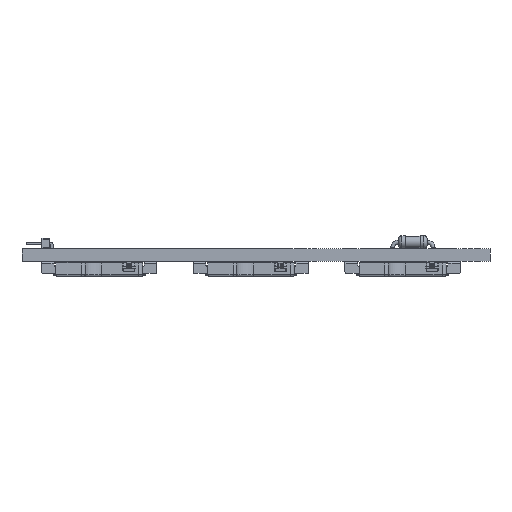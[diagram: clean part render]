
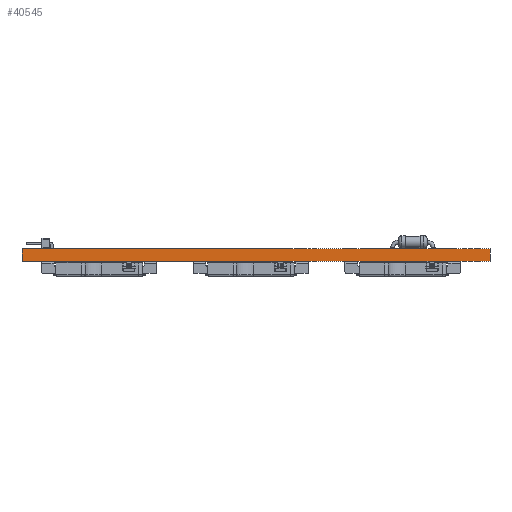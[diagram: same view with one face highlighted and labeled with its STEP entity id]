
A CAD part, front view. The second image highlights one B-rep face of the part: STEP entity #40545.
In plain terms, the highlighted planar face has unit normal (0, -1, 0).
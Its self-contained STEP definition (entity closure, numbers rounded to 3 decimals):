
#40545 = ADVANCED_FACE('',(#40546),#40560,.T.);
#40546 = FACE_BOUND('',#40547,.T.);
#40547 = EDGE_LOOP('',(#40548,#40583,#40611,#40639));
#40548 = ORIENTED_EDGE('',*,*,#40549,.T.);
#40549 = EDGE_CURVE('',#40550,#40552,#40554,.T.);
#40550 = VERTEX_POINT('',#40551);
#40551 = CARTESIAN_POINT('',(75.406,-119.856,0.));
#40552 = VERTEX_POINT('',#40553);
#40553 = CARTESIAN_POINT('',(75.406,-119.856,1.6));
#40554 = SURFACE_CURVE('',#40555,(#40559,#40571),.PCURVE_S1.);
#40555 = LINE('',#40556,#40557);
#40556 = CARTESIAN_POINT('',(75.406,-119.856,0.));
#40557 = VECTOR('',#40558,1.);
#40558 = DIRECTION('',(0.,0.,1.));
#40559 = PCURVE('',#40560,#40565);
#40560 = PLANE('',#40561);
#40561 = AXIS2_PLACEMENT_3D('',#40562,#40563,#40564);
#40562 = CARTESIAN_POINT('',(75.406,-119.856,0.));
#40563 = DIRECTION('',(0.,-1.,0.));
#40564 = DIRECTION('',(-1.,0.,0.));
#40565 = DEFINITIONAL_REPRESENTATION('',(#40566),#40570);
#40566 = LINE('',#40567,#40568);
#40567 = CARTESIAN_POINT('',(0.,-0.));
#40568 = VECTOR('',#40569,1.);
#40569 = DIRECTION('',(0.,-1.));
#40570 = ( GEOMETRIC_REPRESENTATION_CONTEXT(2) 
PARAMETRIC_REPRESENTATION_CONTEXT() REPRESENTATION_CONTEXT('2D SPACE',''
  ) );
#40571 = PCURVE('',#40572,#40577);
#40572 = PLANE('',#40573);
#40573 = AXIS2_PLACEMENT_3D('',#40574,#40575,#40576);
#40574 = CARTESIAN_POINT('',(75.406,-15.875,0.));
#40575 = DIRECTION('',(1.,0.,-0.));
#40576 = DIRECTION('',(0.,-1.,0.));
#40577 = DEFINITIONAL_REPRESENTATION('',(#40578),#40582);
#40578 = LINE('',#40579,#40580);
#40579 = CARTESIAN_POINT('',(103.981,0.));
#40580 = VECTOR('',#40581,1.);
#40581 = DIRECTION('',(0.,-1.));
#40582 = ( GEOMETRIC_REPRESENTATION_CONTEXT(2) 
PARAMETRIC_REPRESENTATION_CONTEXT() REPRESENTATION_CONTEXT('2D SPACE',''
  ) );
#40583 = ORIENTED_EDGE('',*,*,#40584,.T.);
#40584 = EDGE_CURVE('',#40552,#40585,#40587,.T.);
#40585 = VERTEX_POINT('',#40586);
#40586 = CARTESIAN_POINT('',(16.669,-119.856,1.6));
#40587 = SURFACE_CURVE('',#40588,(#40592,#40599),.PCURVE_S1.);
#40588 = LINE('',#40589,#40590);
#40589 = CARTESIAN_POINT('',(75.406,-119.856,1.6));
#40590 = VECTOR('',#40591,1.);
#40591 = DIRECTION('',(-1.,0.,0.));
#40592 = PCURVE('',#40560,#40593);
#40593 = DEFINITIONAL_REPRESENTATION('',(#40594),#40598);
#40594 = LINE('',#40595,#40596);
#40595 = CARTESIAN_POINT('',(0.,-1.6));
#40596 = VECTOR('',#40597,1.);
#40597 = DIRECTION('',(1.,0.));
#40598 = ( GEOMETRIC_REPRESENTATION_CONTEXT(2) 
PARAMETRIC_REPRESENTATION_CONTEXT() REPRESENTATION_CONTEXT('2D SPACE',''
  ) );
#40599 = PCURVE('',#40600,#40605);
#40600 = PLANE('',#40601);
#40601 = AXIS2_PLACEMENT_3D('',#40602,#40603,#40604);
#40602 = CARTESIAN_POINT('',(46.038,-67.866,1.6));
#40603 = DIRECTION('',(-0.,-0.,-1.));
#40604 = DIRECTION('',(-1.,0.,0.));
#40605 = DEFINITIONAL_REPRESENTATION('',(#40606),#40610);
#40606 = LINE('',#40607,#40608);
#40607 = CARTESIAN_POINT('',(-29.369,-51.991));
#40608 = VECTOR('',#40609,1.);
#40609 = DIRECTION('',(1.,0.));
#40610 = ( GEOMETRIC_REPRESENTATION_CONTEXT(2) 
PARAMETRIC_REPRESENTATION_CONTEXT() REPRESENTATION_CONTEXT('2D SPACE',''
  ) );
#40611 = ORIENTED_EDGE('',*,*,#40612,.F.);
#40612 = EDGE_CURVE('',#40613,#40585,#40615,.T.);
#40613 = VERTEX_POINT('',#40614);
#40614 = CARTESIAN_POINT('',(16.669,-119.856,0.));
#40615 = SURFACE_CURVE('',#40616,(#40620,#40627),.PCURVE_S1.);
#40616 = LINE('',#40617,#40618);
#40617 = CARTESIAN_POINT('',(16.669,-119.856,0.));
#40618 = VECTOR('',#40619,1.);
#40619 = DIRECTION('',(0.,0.,1.));
#40620 = PCURVE('',#40560,#40621);
#40621 = DEFINITIONAL_REPRESENTATION('',(#40622),#40626);
#40622 = LINE('',#40623,#40624);
#40623 = CARTESIAN_POINT('',(58.738,0.));
#40624 = VECTOR('',#40625,1.);
#40625 = DIRECTION('',(0.,-1.));
#40626 = ( GEOMETRIC_REPRESENTATION_CONTEXT(2) 
PARAMETRIC_REPRESENTATION_CONTEXT() REPRESENTATION_CONTEXT('2D SPACE',''
  ) );
#40627 = PCURVE('',#40628,#40633);
#40628 = PLANE('',#40629);
#40629 = AXIS2_PLACEMENT_3D('',#40630,#40631,#40632);
#40630 = CARTESIAN_POINT('',(16.669,-119.856,0.));
#40631 = DIRECTION('',(-1.,0.,0.));
#40632 = DIRECTION('',(0.,1.,0.));
#40633 = DEFINITIONAL_REPRESENTATION('',(#40634),#40638);
#40634 = LINE('',#40635,#40636);
#40635 = CARTESIAN_POINT('',(0.,0.));
#40636 = VECTOR('',#40637,1.);
#40637 = DIRECTION('',(0.,-1.));
#40638 = ( GEOMETRIC_REPRESENTATION_CONTEXT(2) 
PARAMETRIC_REPRESENTATION_CONTEXT() REPRESENTATION_CONTEXT('2D SPACE',''
  ) );
#40639 = ORIENTED_EDGE('',*,*,#40640,.F.);
#40640 = EDGE_CURVE('',#40550,#40613,#40641,.T.);
#40641 = SURFACE_CURVE('',#40642,(#40646,#40653),.PCURVE_S1.);
#40642 = LINE('',#40643,#40644);
#40643 = CARTESIAN_POINT('',(75.406,-119.856,0.));
#40644 = VECTOR('',#40645,1.);
#40645 = DIRECTION('',(-1.,0.,0.));
#40646 = PCURVE('',#40560,#40647);
#40647 = DEFINITIONAL_REPRESENTATION('',(#40648),#40652);
#40648 = LINE('',#40649,#40650);
#40649 = CARTESIAN_POINT('',(0.,-0.));
#40650 = VECTOR('',#40651,1.);
#40651 = DIRECTION('',(1.,0.));
#40652 = ( GEOMETRIC_REPRESENTATION_CONTEXT(2) 
PARAMETRIC_REPRESENTATION_CONTEXT() REPRESENTATION_CONTEXT('2D SPACE',''
  ) );
#40653 = PCURVE('',#40654,#40659);
#40654 = PLANE('',#40655);
#40655 = AXIS2_PLACEMENT_3D('',#40656,#40657,#40658);
#40656 = CARTESIAN_POINT('',(46.038,-67.866,0.));
#40657 = DIRECTION('',(-0.,-0.,-1.));
#40658 = DIRECTION('',(-1.,0.,0.));
#40659 = DEFINITIONAL_REPRESENTATION('',(#40660),#40664);
#40660 = LINE('',#40661,#40662);
#40661 = CARTESIAN_POINT('',(-29.369,-51.991));
#40662 = VECTOR('',#40663,1.);
#40663 = DIRECTION('',(1.,0.));
#40664 = ( GEOMETRIC_REPRESENTATION_CONTEXT(2) 
PARAMETRIC_REPRESENTATION_CONTEXT() REPRESENTATION_CONTEXT('2D SPACE',''
  ) );
